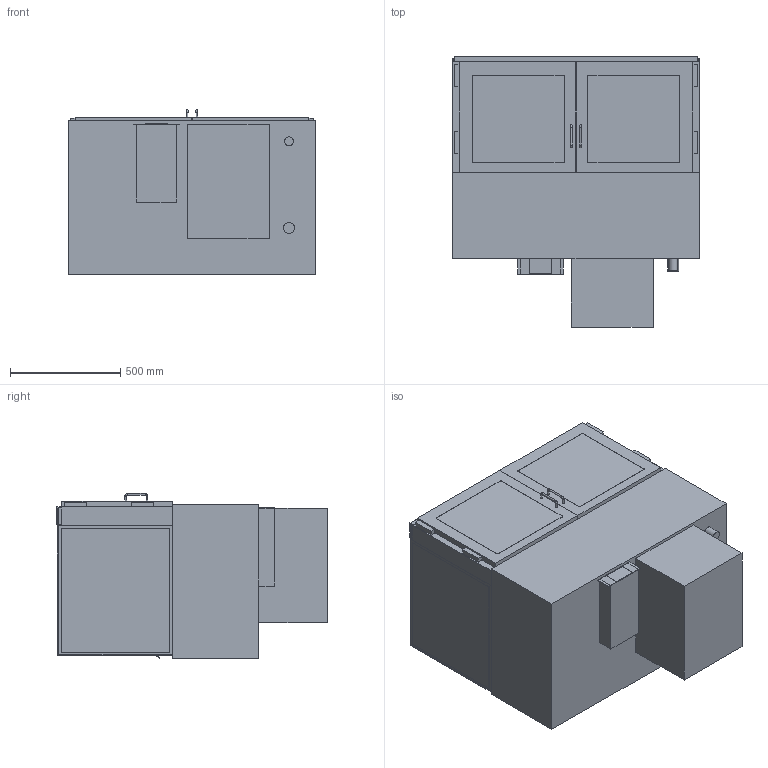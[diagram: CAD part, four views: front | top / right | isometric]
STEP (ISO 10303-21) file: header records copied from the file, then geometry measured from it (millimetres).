
FILE_DESCRIPTION(/* description */ ('vereinfachtes Modell'),/* implementation_level */ '2;1');
FILE_NAME(/* name */ '3D-AKE-00066775.stp',/* time_stamp */ '2024-12-05T13:05:33+01:00',/* author */ ('marina.schachner'),/* organization */ (''),/* preprocessor_version */ 'ST-DEVELOPER v20',/* originating_system */ 'Autodesk Inventor 2024',/* authorisation */ '');
FILE_SCHEMA (('AUTOMOTIVE_DESIGN { 1 0 10303 214 3 1 1 }'));
Length unit declared in the file: millimetre
Products named in the file (1): 3D-AKE-00066775
Bounding box: 1115 x 1225 x 747.13 mm (x, y, z)
Volume: 251424623.6 mm3; surface area: 17110107.7 mm2
Topology: 44 solids, 44 shells, 462 faces, 1090 edges, 726 vertices
Faces by surface type: plane 410, cylinder 48, torus 4
Full cylindrical faces by diameter (mm): 8 x6, 40 x1, 50 x1
Entity records: 13115 total; most frequent: CARTESIAN_POINT 2279, ORIENTED_EDGE 2180, DIRECTION 2124, EDGE_CURVE 1090, LINE 982, VECTOR 982, VERTEX_POINT 726, AXIS2_PLACEMENT_3D 571
